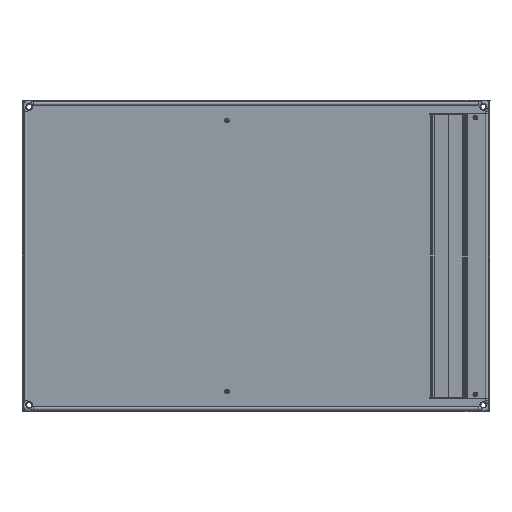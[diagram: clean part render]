
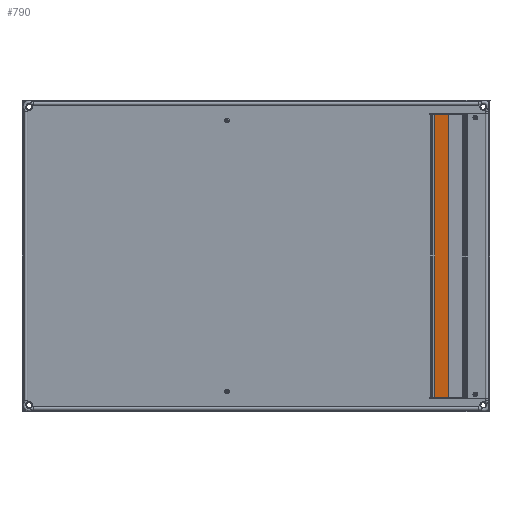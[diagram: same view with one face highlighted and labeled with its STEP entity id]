
A CAD part, front view. The second image highlights one B-rep face of the part: STEP entity #790.
In plain terms, the highlighted face is planar.
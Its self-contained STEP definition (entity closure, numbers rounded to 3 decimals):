
#141 = AXIS2_PLACEMENT_3D ( 'NONE', #1834, #7153, #4504 ) ;
#397 = VECTOR ( 'NONE', #7280, 1000. ) ;
#565 = ORIENTED_EDGE ( 'NONE', *, *, #2577, .T. ) ;
#638 = DIRECTION ( 'NONE',  ( 0., 0., 1. ) ) ;
#697 = CARTESIAN_POINT ( 'NONE',  ( 3.5, 0.9, 0. ) ) ;
#790 = ADVANCED_FACE ( 'NONE', ( #7380 ), #5820, .T. ) ;
#1144 = LINE ( 'NONE', #8526, #4241 ) ;
#1642 = CARTESIAN_POINT ( 'NONE',  ( 3.5, 0.9, -695. ) ) ;
#1784 = VERTEX_POINT ( 'NONE', #2837 ) ;
#1834 = CARTESIAN_POINT ( 'NONE',  ( 37.5, 2., -695. ) ) ;
#2058 = DIRECTION ( 'NONE',  ( -0.999, -0.032, 0. ) ) ;
#2180 = ORIENTED_EDGE ( 'NONE', *, *, #4024, .F. ) ;
#2312 = LINE ( 'NONE', #5378, #8457 ) ;
#2425 = VERTEX_POINT ( 'NONE', #6998 ) ;
#2577 = EDGE_CURVE ( 'NONE', #5952, #3045, #1144, .T. ) ;
#2837 = CARTESIAN_POINT ( 'NONE',  ( 37.5, 2., 0. ) ) ;
#3045 = VERTEX_POINT ( 'NONE', #697 ) ;
#3301 = LINE ( 'NONE', #3939, #397 ) ;
#3441 = EDGE_LOOP ( 'NONE', ( #2180, #7574, #5869, #565 ) ) ;
#3939 = CARTESIAN_POINT ( 'NONE',  ( 37.5, 2., -695. ) ) ;
#4016 = CARTESIAN_POINT ( 'NONE',  ( 37.5, 2., 0. ) ) ;
#4024 = EDGE_CURVE ( 'NONE', #1784, #3045, #5058, .T. ) ;
#4241 = VECTOR ( 'NONE', #638, 1000. ) ;
#4504 = DIRECTION ( 'NONE',  ( -0.999, -0.032, 0. ) ) ;
#5053 = DIRECTION ( 'NONE',  ( -0.999, -0.032, 0. ) ) ;
#5058 = LINE ( 'NONE', #4016, #7248 ) ;
#5378 = CARTESIAN_POINT ( 'NONE',  ( 37.5, 2., -695. ) ) ;
#5820 = PLANE ( 'NONE',  #141 ) ;
#5869 = ORIENTED_EDGE ( 'NONE', *, *, #7125, .T. ) ;
#5952 = VERTEX_POINT ( 'NONE', #1642 ) ;
#6294 = EDGE_CURVE ( 'NONE', #2425, #1784, #3301, .T. ) ;
#6998 = CARTESIAN_POINT ( 'NONE',  ( 37.5, 2., -695. ) ) ;
#7125 = EDGE_CURVE ( 'NONE', #2425, #5952, #2312, .T. ) ;
#7153 = DIRECTION ( 'NONE',  ( -0.032, 0.999, 0. ) ) ;
#7248 = VECTOR ( 'NONE', #5053, 1000. ) ;
#7280 = DIRECTION ( 'NONE',  ( 0., 0., 1. ) ) ;
#7380 = FACE_OUTER_BOUND ( 'NONE', #3441, .T. ) ;
#7574 = ORIENTED_EDGE ( 'NONE', *, *, #6294, .F. ) ;
#8457 = VECTOR ( 'NONE', #2058, 1000. ) ;
#8526 = CARTESIAN_POINT ( 'NONE',  ( 3.5, 0.9, -695. ) ) ;
